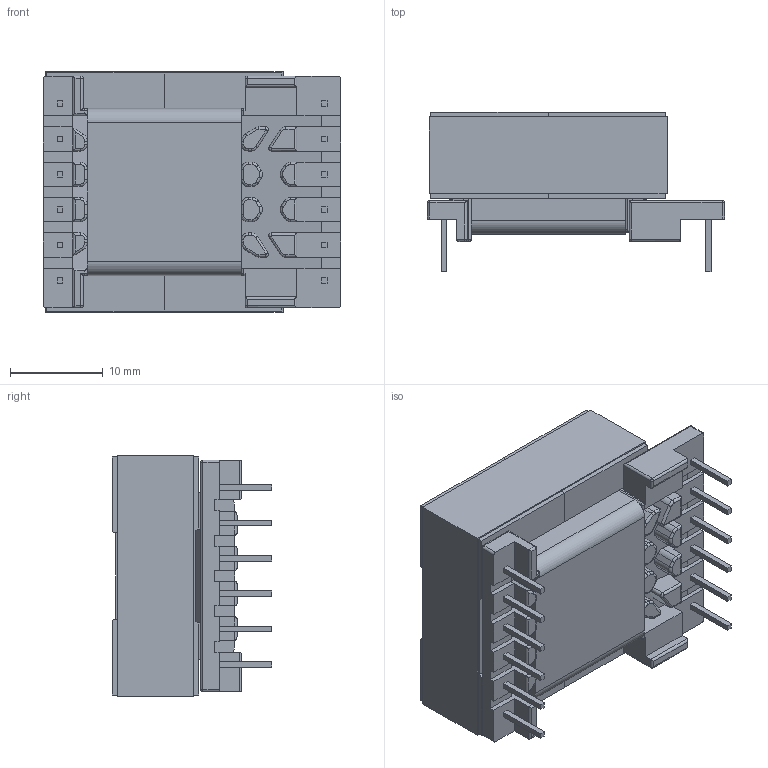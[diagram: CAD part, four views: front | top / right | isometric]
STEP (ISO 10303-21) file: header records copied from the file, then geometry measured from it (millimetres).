
FILE_DESCRIPTION (( 'STEP AP214' ), '1' );
FILE_NAME ('EFD25_6008.STEP', '2019-01-31T19:23:37', ( '' ), ( '' ), 'SwSTEP 2.0', 'SolidWorks 2017', '' );
FILE_SCHEMA (( 'AUTOMOTIVE_DESIGN' ));
Length unit declared in the file: inch
Products named in the file (5): 440-9991-2104; 150-2104_6B; 070-6008_coil; 070-6008_6D; EFD25_6008
Assembly tree (5 placements, depth 2):
  EFD25_6008
    070-6008_6D
    070-6008_coil
    150-2104_6B  x2
    440-9991-2104
Bounding box: 32.01 x 17.19 x 25.97 mm (x, y, z)
Volume: 7730.9 mm3; surface area: 9668.9 mm2
Topology: 5 solids, 5 shells, 478 faces, 1218 edges, 750 vertices
Faces by surface type: plane 272, cylinder 152, torus 42, sphere 12
Entity records: 14414 total; most frequent: CARTESIAN_POINT 2516, ORIENTED_EDGE 2272, DIRECTION 2224, EDGE_CURVE 1136, LINE 824, VECTOR 824, VERTEX_POINT 704, AXIS2_PLACEMENT_3D 700
